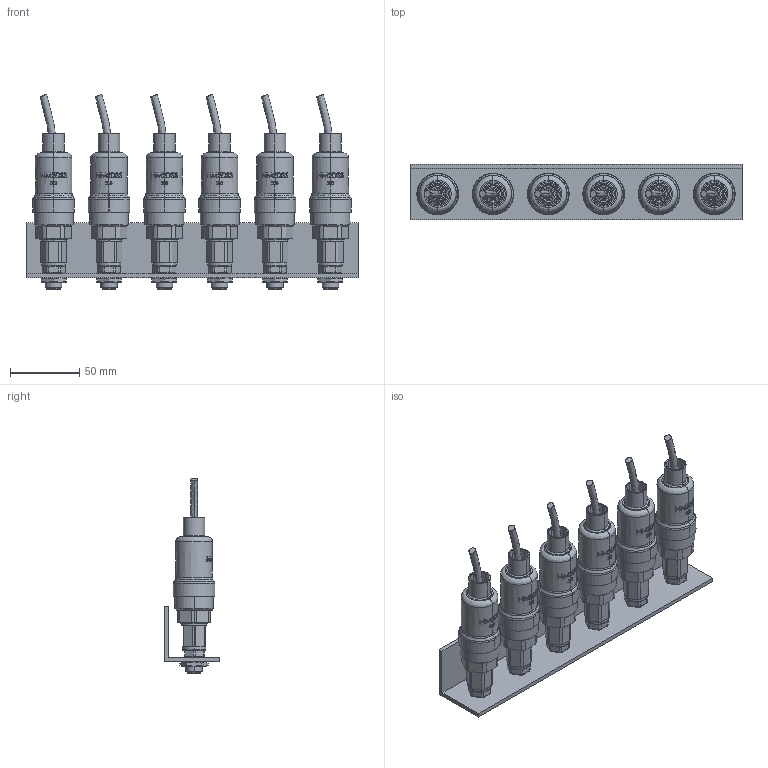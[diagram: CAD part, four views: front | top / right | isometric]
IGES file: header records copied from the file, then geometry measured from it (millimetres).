
Start section: SolidWorks IGES file using analytic representation for surfaces
Global section: file name: MSDSO-5M_Leiste mit Druckschaltern.IGS; native system: SolidWorks 2014; preprocessor: SolidWorks 2014; author: LarsenR; date: 150225.135556; units: millimetre
Bounding box: 240 x 40 x 141.33 mm (x, y, z)
Surface area: 102806.1 mm2 (no closed solid volume)
Topology: 0 solids, 0 shells, 1112 faces, 14277 edges, 14277 vertices
Faces by surface type: bspline 729, revolution 383
